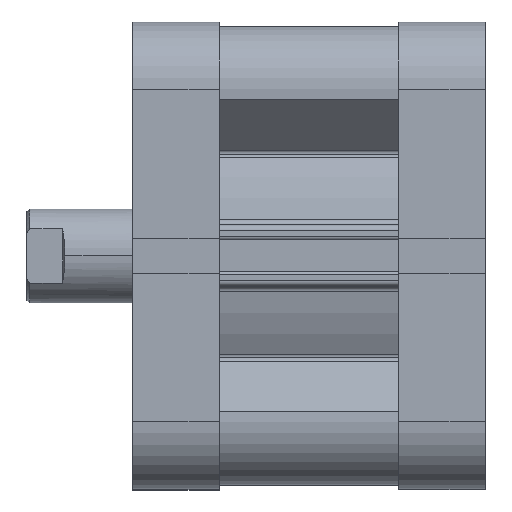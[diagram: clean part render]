
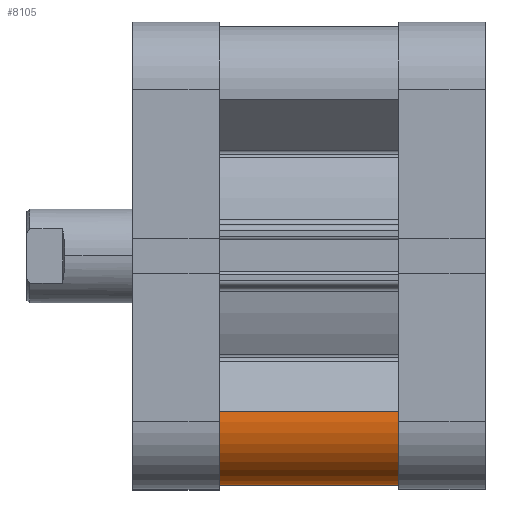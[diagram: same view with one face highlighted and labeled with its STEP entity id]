
A CAD part, top view. The second image highlights one B-rep face of the part: STEP entity #8105.
In plain terms, the highlighted cylindrical face has radius 10.75 mm (diameter 21.5 mm), a partial arc.
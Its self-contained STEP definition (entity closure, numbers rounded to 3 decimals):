
#747 = ORIENTED_EDGE ( 'NONE', *, *, #5358, .T. ) ;
#748 = ORIENTED_EDGE ( 'NONE', *, *, #4961, .F. ) ;
#749 = ORIENTED_EDGE ( 'NONE', *, *, #5351, .F. ) ;
#750 = ORIENTED_EDGE ( 'NONE', *, *, #5303, .T. ) ;
#1883 = CIRCLE ( 'NONE', #6574, 10.75 ) ;
#2445 = CIRCLE ( 'NONE', #6689, 10.75 ) ;
#2522 = LINE ( 'NONE', #9930, #2523 ) ;
#2523 = VECTOR ( 'NONE', #9928, 1000. ) ;
#2536 = LINE ( 'NONE', #9881, #2537 ) ;
#2537 = VECTOR ( 'NONE', #9878, 1000. ) ;
#3605 = CYLINDRICAL_SURFACE ( 'NONE', #7084, 10.75 ) ;
#3606 = FACE_OUTER_BOUND ( 'NONE', #8232, .T. ) ;
#4046 = CARTESIAN_POINT ( 'NONE',  ( 26.479, -38.853, 30.5 ) ) ;
#4047 = CARTESIAN_POINT ( 'NONE',  ( 38.853, -26.479, 30.5 ) ) ;
#4152 = CARTESIAN_POINT ( 'NONE',  ( 38.853, -26.479, 0. ) ) ;
#4155 = CARTESIAN_POINT ( 'NONE',  ( 26.479, -38.853, 0. ) ) ;
#4961 = EDGE_CURVE ( 'NONE', #7715, #7714, #1883, .T. ) ;
#5303 = EDGE_CURVE ( 'NONE', #7628, #7630, #2445, .T. ) ;
#5351 = EDGE_CURVE ( 'NONE', #7714, #7630, #2522, .T. ) ;
#5358 = EDGE_CURVE ( 'NONE', #7715, #7628, #2536, .T. ) ;
#5814 = DIRECTION ( 'NONE',  ( -1., 0., 0. ) ) ;
#5816 = DIRECTION ( 'NONE',  ( 0., 0., 1. ) ) ;
#5827 = CARTESIAN_POINT ( 'NONE',  ( 28.25, -28.25, 0. ) ) ;
#6574 = AXIS2_PLACEMENT_3D ( 'NONE', #7267, #7279, #7293 ) ;
#6689 = AXIS2_PLACEMENT_3D ( 'NONE', #5827, #5816, #5814 ) ;
#7084 = AXIS2_PLACEMENT_3D ( 'NONE', #9258, #9250, #9253 ) ;
#7267 = CARTESIAN_POINT ( 'NONE',  ( 28.25, -28.25, 30.5 ) ) ;
#7279 = DIRECTION ( 'NONE',  ( 0., 0., 1. ) ) ;
#7293 = DIRECTION ( 'NONE',  ( -1., 0., 0. ) ) ;
#7628 = VERTEX_POINT ( 'NONE', #4155 ) ;
#7630 = VERTEX_POINT ( 'NONE', #4152 ) ;
#7714 = VERTEX_POINT ( 'NONE', #4047 ) ;
#7715 = VERTEX_POINT ( 'NONE', #4046 ) ;
#8105 = ADVANCED_FACE ( 'NONE', ( #3606 ), #3605, .T. ) ;
#8232 = EDGE_LOOP ( 'NONE', ( #750, #749, #748, #747 ) ) ;
#9250 = DIRECTION ( 'NONE',  ( 0., 0., -1. ) ) ;
#9253 = DIRECTION ( 'NONE',  ( -1., 0., 0. ) ) ;
#9258 = CARTESIAN_POINT ( 'NONE',  ( 28.25, -28.25, 30.5 ) ) ;
#9878 = DIRECTION ( 'NONE',  ( 0., 0., -1. ) ) ;
#9881 = CARTESIAN_POINT ( 'NONE',  ( 26.479, -38.853, 30.5 ) ) ;
#9928 = DIRECTION ( 'NONE',  ( 0., 0., -1. ) ) ;
#9930 = CARTESIAN_POINT ( 'NONE',  ( 38.853, -26.479, 30.5 ) ) ;
